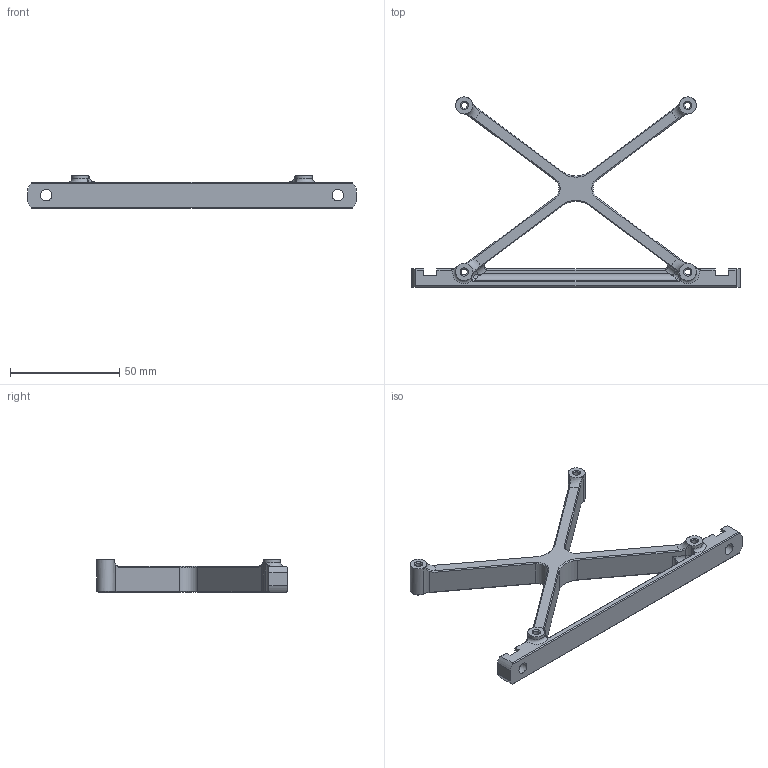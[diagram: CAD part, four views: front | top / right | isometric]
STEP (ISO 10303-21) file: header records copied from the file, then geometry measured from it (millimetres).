
FILE_DESCRIPTION( ( '' ), ' ' );
FILE_NAME( '5c0846b3a1178317338cf933.step', '2018-12-05T21:44:20', ( '' ), ( '' ), ' ', ' ', ' ' );
FILE_SCHEMA( ( 'AUTOMOTIVE_DESIGN { 1 0 10303 214 1 1 1 1 }' ) );
Length unit declared in the file: metre
Products named in the file (1): Part 1
Bounding box: 150.03 x 86.97 x 15 mm (x, y, z)
Volume: 28222.1 mm3; surface area: 15082.6 mm2
Topology: 1 solids, 1 shells, 173 faces, 444 edges, 256 vertices
Faces by surface type: plane 64, cylinder 39, cone 32, bspline 30, torus 8
Full cylindrical faces by diameter (mm): 2.78 x4, 5.16 x2
Entity records: 7893 total; most frequent: CARTESIAN_POINT 2613, ORIENTED_EDGE 836, DIRECTION 746, EDGE_CURVE 418, AXIS2_PLACEMENT_3D 274, VERTEX_POINT 256, LINE 198, VECTOR 198
